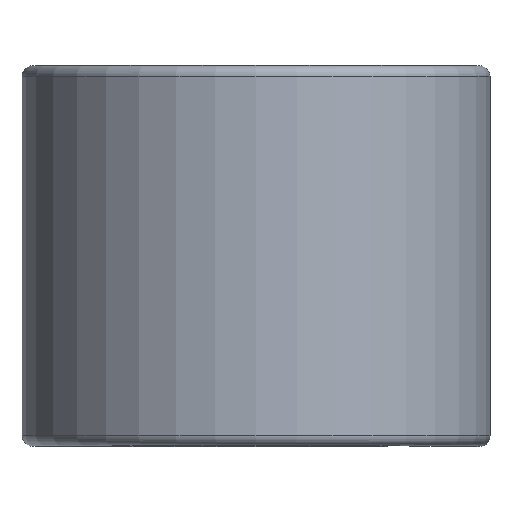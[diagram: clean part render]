
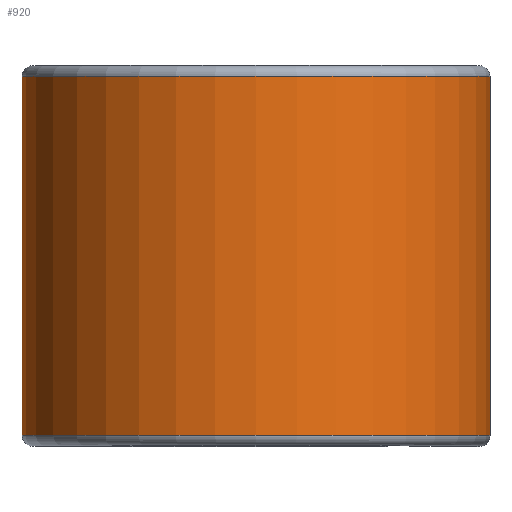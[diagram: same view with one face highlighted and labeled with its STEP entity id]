
A CAD part, top view. The second image highlights one B-rep face of the part: STEP entity #920.
In plain terms, the highlighted cylindrical face has radius 16.599 mm (diameter 33.198 mm), a partial arc.
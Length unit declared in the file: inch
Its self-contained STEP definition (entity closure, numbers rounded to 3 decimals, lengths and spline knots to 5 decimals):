
#53 = AXIS2_PLACEMENT_3D ( 'NONE', #231, #1360, #1367 ) ;
#75 = CARTESIAN_POINT ( 'NONE',  ( 0., -0.50125, -0.6535 ) ) ;
#90 = VECTOR ( 'NONE', #1493, 39.37008 ) ;
#197 = AXIS2_PLACEMENT_3D ( 'NONE', #1102, #1113, #1122 ) ;
#203 = VERTEX_POINT ( 'NONE', #887 ) ;
#231 = CARTESIAN_POINT ( 'NONE',  ( 0., 0.5, 0. ) ) ;
#388 = CARTESIAN_POINT ( 'NONE',  ( 0., 0.50125, 0. ) ) ;
#399 = CYLINDRICAL_SURFACE ( 'NONE', #53, 0.6535 ) ;
#467 = VERTEX_POINT ( 'NONE', #2160 ) ;
#529 = LINE ( 'NONE', #1311, #90 ) ;
#598 = DIRECTION ( 'NONE',  ( 0., 0., -1. ) ) ;
#601 = LINE ( 'NONE', #2041, #867 ) ;
#632 = EDGE_CURVE ( 'NONE', #203, #1954, #1679, .T. ) ;
#678 = ORIENTED_EDGE ( 'NONE', *, *, #632, .F. ) ;
#726 = EDGE_LOOP ( 'NONE', ( #2144, #1902, #1746, #678 ) ) ;
#845 = AXIS2_PLACEMENT_3D ( 'NONE', #388, #1708, #598 ) ;
#850 = EDGE_CURVE ( 'NONE', #203, #1946, #601, .T. ) ;
#867 = VECTOR ( 'NONE', #1112, 39.37008 ) ;
#874 = EDGE_CURVE ( 'NONE', #1946, #467, #1554, .T. ) ;
#887 = CARTESIAN_POINT ( 'NONE',  ( 0.6535, -0.50125, 0. ) ) ;
#920 = ADVANCED_FACE ( 'NONE', ( #1318 ), #399, .T. ) ;
#1102 = CARTESIAN_POINT ( 'NONE',  ( 0., -0.50125, 0. ) ) ;
#1112 = DIRECTION ( 'NONE',  ( 0., 1., 0. ) ) ;
#1113 = DIRECTION ( 'NONE',  ( 0., -1., 0. ) ) ;
#1122 = DIRECTION ( 'NONE',  ( 0., 0., -1. ) ) ;
#1311 = CARTESIAN_POINT ( 'NONE',  ( 0., 0.50125, -0.6535 ) ) ;
#1318 = FACE_OUTER_BOUND ( 'NONE', #726, .T. ) ;
#1360 = DIRECTION ( 'NONE',  ( 0., -1., 0. ) ) ;
#1367 = DIRECTION ( 'NONE',  ( 0., 0., -1. ) ) ;
#1493 = DIRECTION ( 'NONE',  ( 0., 1., 0. ) ) ;
#1554 = CIRCLE ( 'NONE', #845, 0.6535 ) ;
#1679 = CIRCLE ( 'NONE', #197, 0.6535 ) ;
#1708 = DIRECTION ( 'NONE',  ( 0., -1., 0. ) ) ;
#1746 = ORIENTED_EDGE ( 'NONE', *, *, #2265, .F. ) ;
#1902 = ORIENTED_EDGE ( 'NONE', *, *, #874, .T. ) ;
#1906 = CARTESIAN_POINT ( 'NONE',  ( 0.6535, 0.50125, 0. ) ) ;
#1946 = VERTEX_POINT ( 'NONE', #1906 ) ;
#1954 = VERTEX_POINT ( 'NONE', #75 ) ;
#2041 = CARTESIAN_POINT ( 'NONE',  ( 0.6535, 0.50125, 0. ) ) ;
#2144 = ORIENTED_EDGE ( 'NONE', *, *, #850, .T. ) ;
#2160 = CARTESIAN_POINT ( 'NONE',  ( 0., 0.50125, -0.6535 ) ) ;
#2265 = EDGE_CURVE ( 'NONE', #1954, #467, #529, .T. ) ;
